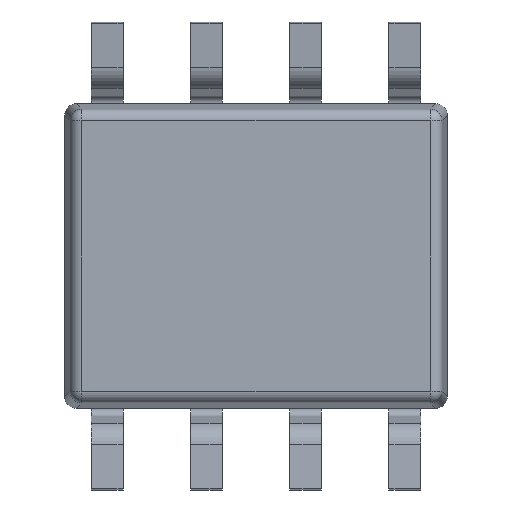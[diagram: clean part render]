
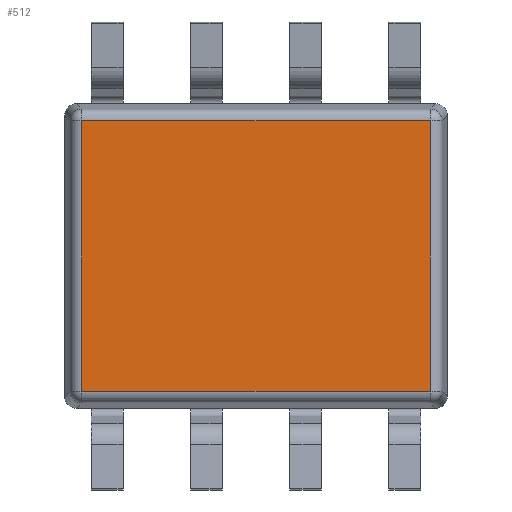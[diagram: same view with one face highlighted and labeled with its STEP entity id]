
A CAD part, front view. The second image highlights one B-rep face of the part: STEP entity #512.
In plain terms, the highlighted planar face has unit normal (0, -1, 0).
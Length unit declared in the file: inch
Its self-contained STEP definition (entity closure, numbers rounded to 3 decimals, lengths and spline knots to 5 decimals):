
#237 = DIRECTION ( 'NONE',  ( 0., -1., 0. ) ) ;
#440 = ORIENTED_EDGE ( 'NONE', *, *, #2991, .T. ) ;
#512 = ADVANCED_FACE ( 'NONE', ( #4989 ), #4866, .T. ) ;
#716 = CARTESIAN_POINT ( 'NONE',  ( 0.09311, -0.02575, -0.0682 ) ) ;
#829 = ORIENTED_EDGE ( 'NONE', *, *, #1046, .T. ) ;
#1046 = EDGE_CURVE ( 'NONE', #5783, #6331, #2256, .T. ) ;
#1399 = CARTESIAN_POINT ( 'NONE',  ( -0.08793, -0.02575, 0.0682 ) ) ;
#1548 = VERTEX_POINT ( 'NONE', #3831 ) ;
#1643 = CARTESIAN_POINT ( 'NONE',  ( -0.08793, -0.02575, -0.07338 ) ) ;
#1990 = DIRECTION ( 'NONE',  ( -1., 0., 0. ) ) ;
#2256 = LINE ( 'NONE', #6038, #3527 ) ;
#2528 = EDGE_CURVE ( 'NONE', #5691, #5783, #4404, .T. ) ;
#2612 = CARTESIAN_POINT ( 'NONE',  ( 0.08793, -0.02575, -0.0682 ) ) ;
#2629 = EDGE_CURVE ( 'NONE', #1548, #5691, #3201, .T. ) ;
#2763 = DIRECTION ( 'NONE',  ( 0., 0., -1. ) ) ;
#2808 = EDGE_LOOP ( 'NONE', ( #829, #440, #6036, #4865 ) ) ;
#2991 = EDGE_CURVE ( 'NONE', #6331, #1548, #5674, .T. ) ;
#3201 = LINE ( 'NONE', #716, #6358 ) ;
#3527 = VECTOR ( 'NONE', #1990, 39.37008 ) ;
#3831 = CARTESIAN_POINT ( 'NONE',  ( -0.08793, -0.02575, -0.0682 ) ) ;
#4324 = VECTOR ( 'NONE', #2763, 39.37008 ) ;
#4404 = LINE ( 'NONE', #5359, #5360 ) ;
#4539 = CARTESIAN_POINT ( 'NONE',  ( 0.08793, -0.02575, 0.0682 ) ) ;
#4865 = ORIENTED_EDGE ( 'NONE', *, *, #2528, .T. ) ;
#4866 = PLANE ( 'NONE',  #5197 ) ;
#4989 = FACE_OUTER_BOUND ( 'NONE', #2808, .T. ) ;
#5197 = AXIS2_PLACEMENT_3D ( 'NONE', #6349, #237, #6475 ) ;
#5338 = DIRECTION ( 'NONE',  ( 1., 0., 0. ) ) ;
#5359 = CARTESIAN_POINT ( 'NONE',  ( 0.08793, -0.02575, 0.07338 ) ) ;
#5360 = VECTOR ( 'NONE', #5404, 39.37008 ) ;
#5404 = DIRECTION ( 'NONE',  ( 0., 0., 1. ) ) ;
#5674 = LINE ( 'NONE', #1643, #4324 ) ;
#5691 = VERTEX_POINT ( 'NONE', #2612 ) ;
#5783 = VERTEX_POINT ( 'NONE', #4539 ) ;
#6036 = ORIENTED_EDGE ( 'NONE', *, *, #2629, .T. ) ;
#6038 = CARTESIAN_POINT ( 'NONE',  ( -0.09311, -0.02575, 0.0682 ) ) ;
#6331 = VERTEX_POINT ( 'NONE', #1399 ) ;
#6349 = CARTESIAN_POINT ( 'NONE',  ( 0., -0.02575, 0. ) ) ;
#6358 = VECTOR ( 'NONE', #5338, 39.37008 ) ;
#6475 = DIRECTION ( 'NONE',  ( 0., 0., -1. ) ) ;
